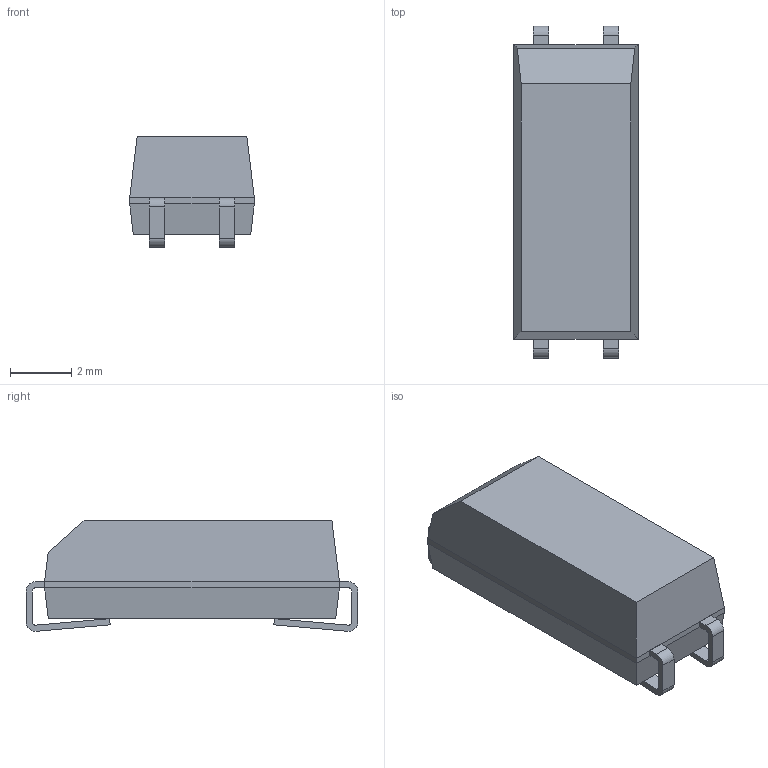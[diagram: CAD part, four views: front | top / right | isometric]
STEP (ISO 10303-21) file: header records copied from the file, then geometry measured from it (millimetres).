
FILE_DESCRIPTION((''),'2;1');
FILE_NAME('XTAL_EPSON_MC-406.stp','2012-03-27T13:06:44',(''),(''),'Mechanical Desktop 2011','Mechanical Desktop 2011',', , ');
FILE_SCHEMA(('AUTOMOTIVE_DESIGN { 1 2 10303 214 1 1 1 1 }'));
Length unit declared in the file: millimetre
Products named in the file (1): Product
Bounding box: 4.06 x 10.81 x 3.6 mm (x, y, z)
Volume: 116 mm3; surface area: 176.4 mm2
Topology: 5 solids, 5 shells, 71 faces, 175 edges, 114 vertices
Faces by surface type: bspline 34, plane 29, cylinder 8
Entity records: 2229 total; most frequent: CARTESIAN_POINT 575, ORIENTED_EDGE 350, DIRECTION 283, EDGE_CURVE 175, VECTOR 143, LINE 143, VERTEX_POINT 114, EDGE_LOOP 71
